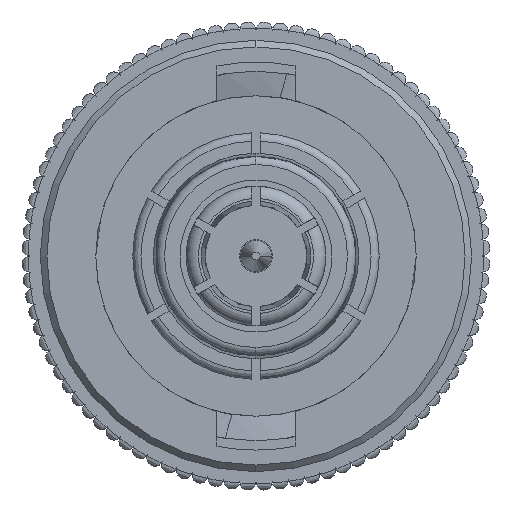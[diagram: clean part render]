
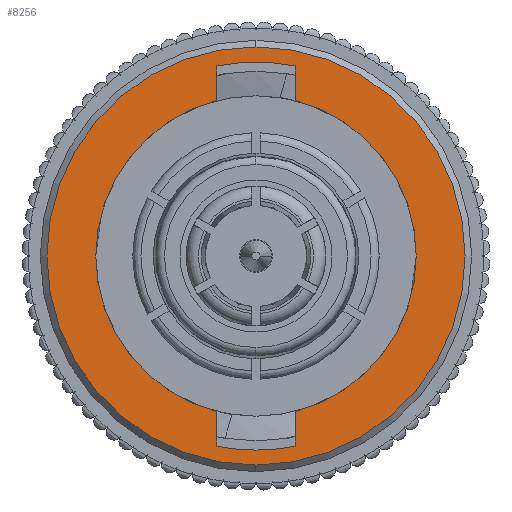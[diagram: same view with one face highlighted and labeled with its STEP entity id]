
A CAD part, left-side view. The second image highlights one B-rep face of the part: STEP entity #8256.
In plain terms, the highlighted face is planar.
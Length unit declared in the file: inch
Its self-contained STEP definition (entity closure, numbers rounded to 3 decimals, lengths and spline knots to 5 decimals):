
#171 = VERTEX_POINT ( 'NONE', #5261 ) ;
#507 = AXIS2_PLACEMENT_3D ( 'NONE', #9907, #22130, #17937 ) ;
#1255 = ORIENTED_EDGE ( 'NONE', *, *, #13277, .F. ) ;
#1342 = EDGE_CURVE ( 'NONE', #15784, #25372, #11773, .T. ) ;
#1522 = EDGE_CURVE ( 'NONE', #171, #12719, #16265, .T. ) ;
#2970 = DIRECTION ( 'NONE',  ( 0., 0., -1. ) ) ;
#3015 = CIRCLE ( 'NONE', #21477, 0.2545 ) ;
#3653 = ORIENTED_EDGE ( 'NONE', *, *, #11814, .F. ) ;
#3951 = CARTESIAN_POINT ( 'NONE',  ( 0., 0.0475, 0.18913 ) ) ;
#3999 = DIRECTION ( 'NONE',  ( -1., 0., 0. ) ) ;
#4004 = DIRECTION ( 'NONE',  ( 0., 0., -1. ) ) ;
#4249 = VERTEX_POINT ( 'NONE', #21199 ) ;
#4548 = DIRECTION ( 'NONE',  ( 0., 0., 1. ) ) ;
#4837 = ORIENTED_EDGE ( 'NONE', *, *, #22121, .F. ) ;
#4937 = CIRCLE ( 'NONE', #17973, 0.23622 ) ;
#5261 = CARTESIAN_POINT ( 'NONE',  ( 0., -0.0475, -0.18913 ) ) ;
#5304 = VERTEX_POINT ( 'NONE', #3951 ) ;
#5562 = DIRECTION ( 'NONE',  ( 0., 0., 1. ) ) ;
#5594 = DIRECTION ( 'NONE',  ( 1., 0., 0. ) ) ;
#6001 = ORIENTED_EDGE ( 'NONE', *, *, #19136, .F. ) ;
#6257 = CARTESIAN_POINT ( 'NONE',  ( 0., -0.0475, -0.2314 ) ) ;
#6606 = CARTESIAN_POINT ( 'NONE',  ( 0., 0., 0.23622 ) ) ;
#7278 = DIRECTION ( 'NONE',  ( 1., 0., 0. ) ) ;
#7643 = CIRCLE ( 'NONE', #507, 0.2545 ) ;
#7849 = DIRECTION ( 'NONE',  ( -1., 0., 0. ) ) ;
#7900 = ORIENTED_EDGE ( 'NONE', *, *, #13551, .F. ) ;
#7963 = AXIS2_PLACEMENT_3D ( 'NONE', #24531, #8226, #22686 ) ;
#8226 = DIRECTION ( 'NONE',  ( 1., 0., 0. ) ) ;
#8256 = ADVANCED_FACE ( 'NONE', ( #9396, #17429 ), #15587, .F. ) ;
#8275 = ORIENTED_EDGE ( 'NONE', *, *, #24680, .T. ) ;
#8424 = CIRCLE ( 'NONE', #23933, 0.195 ) ;
#8642 = CARTESIAN_POINT ( 'NONE',  ( 0., 0.0475, -0.18913 ) ) ;
#9381 = DIRECTION ( 'NONE',  ( 0., 0., 1. ) ) ;
#9396 = FACE_OUTER_BOUND ( 'NONE', #24837, .T. ) ;
#9496 = LINE ( 'NONE', #13447, #10032 ) ;
#9907 = CARTESIAN_POINT ( 'NONE',  ( 0., 0., 0. ) ) ;
#10032 = VECTOR ( 'NONE', #2970, 39.37008 ) ;
#10542 = ORIENTED_EDGE ( 'NONE', *, *, #1522, .F. ) ;
#10994 = VECTOR ( 'NONE', #5562, 39.37008 ) ;
#11410 = DIRECTION ( 'NONE',  ( 0., 0., 1. ) ) ;
#11773 = CIRCLE ( 'NONE', #18075, 0.23622 ) ;
#11814 = EDGE_CURVE ( 'NONE', #5304, #17878, #12854, .T. ) ;
#12041 = DIRECTION ( 'NONE',  ( 0., 0., 1. ) ) ;
#12436 = CARTESIAN_POINT ( 'NONE',  ( 0., 0., 0.2545 ) ) ;
#12719 = VERTEX_POINT ( 'NONE', #26029 ) ;
#12727 = CARTESIAN_POINT ( 'NONE',  ( 0., 0.0475, 0.2314 ) ) ;
#12837 = CARTESIAN_POINT ( 'NONE',  ( 0., 0.0475, 0.2314 ) ) ;
#12854 = LINE ( 'NONE', #12727, #21605 ) ;
#13277 = EDGE_CURVE ( 'NONE', #22921, #19414, #17539, .T. ) ;
#13358 = CARTESIAN_POINT ( 'NONE',  ( 0., 0., 0. ) ) ;
#13447 = CARTESIAN_POINT ( 'NONE',  ( 0., -0.0475, 0.2314 ) ) ;
#13551 = EDGE_CURVE ( 'NONE', #24703, #15366, #7643, .T. ) ;
#15366 = VERTEX_POINT ( 'NONE', #18389 ) ;
#15453 = CARTESIAN_POINT ( 'NONE',  ( 0., 0.195, 0. ) ) ;
#15541 = AXIS2_PLACEMENT_3D ( 'NONE', #15453, #21622, #23463 ) ;
#15587 = PLANE ( 'NONE',  #15541 ) ;
#15784 = VERTEX_POINT ( 'NONE', #6606 ) ;
#15957 = AXIS2_PLACEMENT_3D ( 'NONE', #13358, #17187, #25203 ) ;
#16035 = CARTESIAN_POINT ( 'NONE',  ( 0., -0.0475, 0.2314 ) ) ;
#16265 = LINE ( 'NONE', #6257, #26036 ) ;
#16654 = ORIENTED_EDGE ( 'NONE', *, *, #25605, .T. ) ;
#17187 = DIRECTION ( 'NONE',  ( -1., 0., 0. ) ) ;
#17409 = CARTESIAN_POINT ( 'NONE',  ( 0., 0.0475, -0.2314 ) ) ;
#17429 = FACE_BOUND ( 'NONE', #19188, .T. ) ;
#17539 = LINE ( 'NONE', #17409, #10994 ) ;
#17878 = VERTEX_POINT ( 'NONE', #12837 ) ;
#17937 = DIRECTION ( 'NONE',  ( 0., 0., 1. ) ) ;
#17973 = AXIS2_PLACEMENT_3D ( 'NONE', #25683, #7278, #9381 ) ;
#17974 = CARTESIAN_POINT ( 'NONE',  ( 0., 0., 0. ) ) ;
#18075 = AXIS2_PLACEMENT_3D ( 'NONE', #17974, #5594, #21637 ) ;
#18205 = ORIENTED_EDGE ( 'NONE', *, *, #25883, .F. ) ;
#18389 = CARTESIAN_POINT ( 'NONE',  ( 0., 0., -0.2545 ) ) ;
#18904 = CIRCLE ( 'NONE', #15957, 0.195 ) ;
#19136 = EDGE_CURVE ( 'NONE', #15366, #24703, #3015, .T. ) ;
#19188 = EDGE_LOOP ( 'NONE', ( #8275, #20124, #19806, #4837, #3653, #16654, #1255, #18205, #10542 ) ) ;
#19291 = CIRCLE ( 'NONE', #7963, 0.23622 ) ;
#19414 = VERTEX_POINT ( 'NONE', #8642 ) ;
#19806 = ORIENTED_EDGE ( 'NONE', *, *, #1342, .F. ) ;
#20124 = ORIENTED_EDGE ( 'NONE', *, *, #23385, .F. ) ;
#21199 = CARTESIAN_POINT ( 'NONE',  ( 0., -0.0475, 0.18913 ) ) ;
#21477 = AXIS2_PLACEMENT_3D ( 'NONE', #23503, #7849, #11410 ) ;
#21605 = VECTOR ( 'NONE', #4548, 39.37008 ) ;
#21622 = DIRECTION ( 'NONE',  ( -1., 0., 0. ) ) ;
#21631 = CARTESIAN_POINT ( 'NONE',  ( 0., 0., 0. ) ) ;
#21637 = DIRECTION ( 'NONE',  ( 0., 0., 1. ) ) ;
#22121 = EDGE_CURVE ( 'NONE', #17878, #15784, #4937, .T. ) ;
#22130 = DIRECTION ( 'NONE',  ( -1., 0., 0. ) ) ;
#22686 = DIRECTION ( 'NONE',  ( 0., 0., 1. ) ) ;
#22921 = VERTEX_POINT ( 'NONE', #22996 ) ;
#22996 = CARTESIAN_POINT ( 'NONE',  ( 0., 0.0475, -0.2314 ) ) ;
#23385 = EDGE_CURVE ( 'NONE', #25372, #4249, #9496, .T. ) ;
#23463 = DIRECTION ( 'NONE',  ( 0., 0., 1. ) ) ;
#23503 = CARTESIAN_POINT ( 'NONE',  ( 0., 0., 0. ) ) ;
#23933 = AXIS2_PLACEMENT_3D ( 'NONE', #21631, #3999, #12041 ) ;
#24531 = CARTESIAN_POINT ( 'NONE',  ( 0., 0., 0. ) ) ;
#24680 = EDGE_CURVE ( 'NONE', #171, #4249, #8424, .T. ) ;
#24703 = VERTEX_POINT ( 'NONE', #12436 ) ;
#24837 = EDGE_LOOP ( 'NONE', ( #7900, #6001 ) ) ;
#25203 = DIRECTION ( 'NONE',  ( 0., 0., 1. ) ) ;
#25372 = VERTEX_POINT ( 'NONE', #16035 ) ;
#25605 = EDGE_CURVE ( 'NONE', #5304, #19414, #18904, .T. ) ;
#25683 = CARTESIAN_POINT ( 'NONE',  ( 0., 0., 0. ) ) ;
#25883 = EDGE_CURVE ( 'NONE', #12719, #22921, #19291, .T. ) ;
#26029 = CARTESIAN_POINT ( 'NONE',  ( 0., -0.0475, -0.2314 ) ) ;
#26036 = VECTOR ( 'NONE', #4004, 39.37008 ) ;
